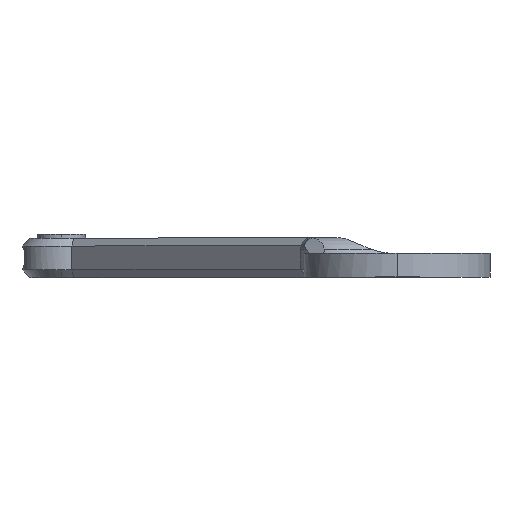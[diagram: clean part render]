
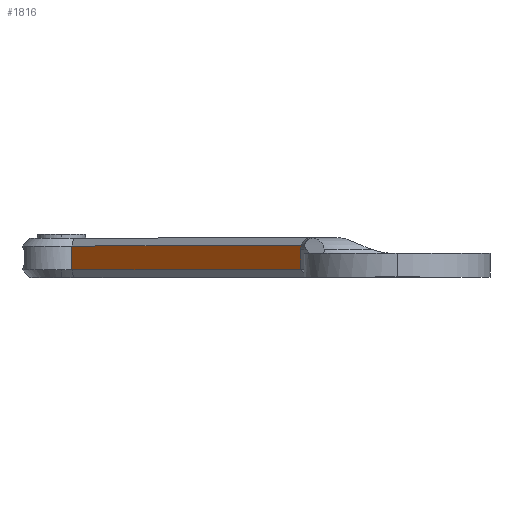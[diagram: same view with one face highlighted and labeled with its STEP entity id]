
A CAD part, top view. The second image highlights one B-rep face of the part: STEP entity #1816.
In plain terms, the highlighted planar face has unit normal (-0.707, 0, 0.707).
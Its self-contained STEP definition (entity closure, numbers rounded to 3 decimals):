
#35 = LINE ( 'NONE', #1019, #1212 ) ;
#40 = CARTESIAN_POINT ( 'NONE',  ( -3.536, 8., 3.536 ) ) ;
#60 = CARTESIAN_POINT ( 'NONE',  ( -24.398, 7., -17.327 ) ) ;
#257 = CARTESIAN_POINT ( 'NONE',  ( -24.398, 7.341, -17.327 ) ) ;
#316 = PLANE ( 'NONE',  #1911 ) ;
#345 = CARTESIAN_POINT ( 'NONE',  ( -24.398, 2., -17.327 ) ) ;
#376 = ORIENTED_EDGE ( 'NONE', *, *, #984, .T. ) ;
#379 = LINE ( 'NONE', #40, #797 ) ;
#432 = VERTEX_POINT ( 'NONE', #2010 ) ;
#464 = CARTESIAN_POINT ( 'NONE',  ( -24.173, 8., -17.102 ) ) ;
#541 = EDGE_CURVE ( 'NONE', #1937, #1850, #35, .T. ) ;
#556 = ORIENTED_EDGE ( 'NONE', *, *, #1559, .T. ) ;
#570 = CARTESIAN_POINT ( 'NONE',  ( -82.265, 10., -75.194 ) ) ;
#645 = CARTESIAN_POINT ( 'NONE',  ( -82.265, 8., -75.194 ) ) ;
#714 = EDGE_LOOP ( 'NONE', ( #556, #1525, #738, #2071, #376 ) ) ;
#738 = ORIENTED_EDGE ( 'NONE', *, *, #541, .T. ) ;
#774 = VERTEX_POINT ( 'NONE', #464 ) ;
#797 = VECTOR ( 'NONE', #936, 1000. ) ;
#843 = DIRECTION ( 'NONE',  ( 0.707, 0., 0.707 ) ) ;
#868 = DIRECTION ( 'NONE',  ( 0.707, 0., 0.707 ) ) ;
#926 = EDGE_CURVE ( 'NONE', #432, #1937, #2136, .T. ) ;
#936 = DIRECTION ( 'NONE',  ( -0.707, 0., -0.707 ) ) ;
#984 = EDGE_CURVE ( 'NONE', #774, #1787, #379, .T. ) ;
#1003 = CARTESIAN_POINT ( 'NONE',  ( -24.398, 2., -17.327 ) ) ;
#1019 = CARTESIAN_POINT ( 'NONE',  ( -24.398, 10., -17.327 ) ) ;
#1031 =( BOUNDED_CURVE ( )  B_SPLINE_CURVE ( 3, ( #60, #257, #1641, #2170 ),
 .UNSPECIFIED., .F., .F. ) 
 B_SPLINE_CURVE_WITH_KNOTS ( ( 4, 4 ),
 ( 0., 0.34 ),
 .UNSPECIFIED. ) 
 CURVE ( )  GEOMETRIC_REPRESENTATION_ITEM ( )  RATIONAL_B_SPLINE_CURVE ( ( 1., 0.99, 0.99, 1. ) ) 
 REPRESENTATION_ITEM ( '' )  );
#1037 = DIRECTION ( 'NONE',  ( -0.707, 0., 0.707 ) ) ;
#1177 = DIRECTION ( 'NONE',  ( 0., 1., 0. ) ) ;
#1212 = VECTOR ( 'NONE', #1177, 1000. ) ;
#1341 = LINE ( 'NONE', #570, #1802 ) ;
#1361 = FACE_OUTER_BOUND ( 'NONE', #714, .T. ) ;
#1369 = CARTESIAN_POINT ( 'NONE',  ( -3.536, 10., 3.536 ) ) ;
#1525 = ORIENTED_EDGE ( 'NONE', *, *, #926, .T. ) ;
#1559 = EDGE_CURVE ( 'NONE', #1787, #432, #1341, .T. ) ;
#1612 = EDGE_CURVE ( 'NONE', #1850, #774, #1031, .T. ) ;
#1641 = CARTESIAN_POINT ( 'NONE',  ( -24.322, 7.678, -17.251 ) ) ;
#1672 = CARTESIAN_POINT ( 'NONE',  ( -24.398, 7., -17.327 ) ) ;
#1787 = VERTEX_POINT ( 'NONE', #645 ) ;
#1790 = DIRECTION ( 'NONE',  ( 0., -1., 0. ) ) ;
#1802 = VECTOR ( 'NONE', #1790, 1000. ) ;
#1816 = ADVANCED_FACE ( 'NONE', ( #1361 ), #316, .T. ) ;
#1850 = VERTEX_POINT ( 'NONE', #1672 ) ;
#1911 = AXIS2_PLACEMENT_3D ( 'NONE', #1369, #1037, #843 ) ;
#1937 = VERTEX_POINT ( 'NONE', #1003 ) ;
#1974 = VECTOR ( 'NONE', #868, 1000. ) ;
#2010 = CARTESIAN_POINT ( 'NONE',  ( -82.265, 2., -75.194 ) ) ;
#2071 = ORIENTED_EDGE ( 'NONE', *, *, #1612, .T. ) ;
#2136 = LINE ( 'NONE', #345, #1974 ) ;
#2170 = CARTESIAN_POINT ( 'NONE',  ( -24.173, 8., -17.102 ) ) ;
